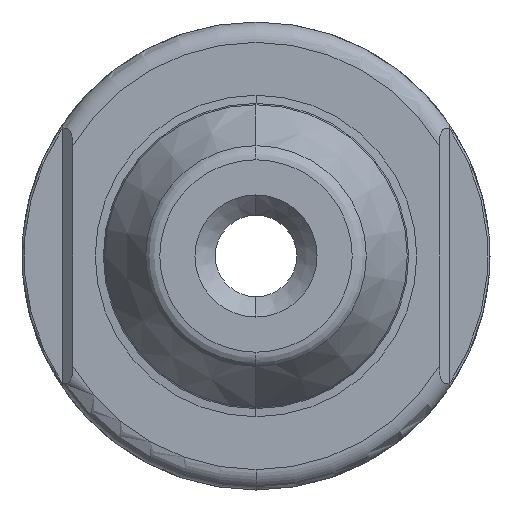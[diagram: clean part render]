
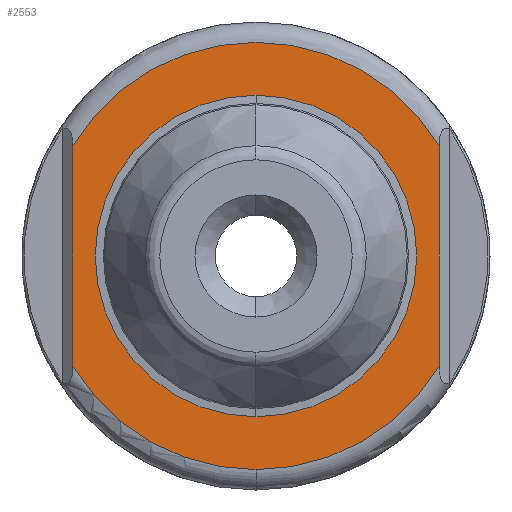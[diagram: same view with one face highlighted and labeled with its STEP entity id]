
A CAD part, left-side view. The second image highlights one B-rep face of the part: STEP entity #2553.
In plain terms, the highlighted planar face has unit normal (-1, 0, 0).
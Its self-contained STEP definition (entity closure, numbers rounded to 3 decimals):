
#36 = FACE_BOUND ( 'NONE', #184, .T. ) ;
#63 = ORIENTED_EDGE ( 'NONE', *, *, #3326, .F. ) ;
#104 = CARTESIAN_POINT ( 'NONE',  ( 26., 9., -11.5 ) ) ;
#170 = FACE_OUTER_BOUND ( 'NONE', #2001, .T. ) ;
#184 = EDGE_LOOP ( 'NONE', ( #63, #1887 ) ) ;
#443 = CARTESIAN_POINT ( 'NONE',  ( 26., 0., 0. ) ) ;
#479 = AXIS2_PLACEMENT_3D ( 'NONE', #443, #767, #3055 ) ;
#532 = AXIS2_PLACEMENT_3D ( 'NONE', #2073, #4655, #2442 ) ;
#567 = DIRECTION ( 'NONE',  ( -1., 0., 0. ) ) ;
#645 = VERTEX_POINT ( 'NONE', #996 ) ;
#696 = CARTESIAN_POINT ( 'NONE',  ( 26., 0., 7.9 ) ) ;
#752 = DIRECTION ( 'NONE',  ( -1., 0., 0. ) ) ;
#766 = VERTEX_POINT ( 'NONE', #2917 ) ;
#767 = DIRECTION ( 'NONE',  ( -1., 0., 0. ) ) ;
#770 = EDGE_CURVE ( 'NONE', #2308, #2427, #1171, .T. ) ;
#925 = PLANE ( 'NONE',  #4780 ) ;
#996 = CARTESIAN_POINT ( 'NONE',  ( 26., 9., -5.408 ) ) ;
#1023 = EDGE_CURVE ( 'NONE', #4713, #645, #2559, .T. ) ;
#1171 = CIRCLE ( 'NONE', #479, 7.9 ) ;
#1204 = AXIS2_PLACEMENT_3D ( 'NONE', #2805, #567, #3170 ) ;
#1216 = VECTOR ( 'NONE', #2200, 1000. ) ;
#1249 = CARTESIAN_POINT ( 'NONE',  ( 26., 0., 0. ) ) ;
#1307 = CARTESIAN_POINT ( 'NONE',  ( 26., 0., -11.5 ) ) ;
#1418 = VERTEX_POINT ( 'NONE', #3343 ) ;
#1635 = DIRECTION ( 'NONE',  ( 0., 0., -1. ) ) ;
#1751 = VERTEX_POINT ( 'NONE', #4446 ) ;
#1779 = CARTESIAN_POINT ( 'NONE',  ( 26., 0., -7.9 ) ) ;
#1887 = ORIENTED_EDGE ( 'NONE', *, *, #770, .F. ) ;
#2001 = EDGE_LOOP ( 'NONE', ( #4353, #3785, #4381, #2046, #3322 ) ) ;
#2046 = ORIENTED_EDGE ( 'NONE', *, *, #2141, .T. ) ;
#2051 = DIRECTION ( 'NONE',  ( 0., 0., -1. ) ) ;
#2073 = CARTESIAN_POINT ( 'NONE',  ( 26., 0., 0. ) ) ;
#2141 = EDGE_CURVE ( 'NONE', #766, #4713, #3939, .T. ) ;
#2200 = DIRECTION ( 'NONE',  ( 0., 0., 1. ) ) ;
#2308 = VERTEX_POINT ( 'NONE', #1779 ) ;
#2369 = CARTESIAN_POINT ( 'NONE',  ( 26., 9., 5.408 ) ) ;
#2427 = VERTEX_POINT ( 'NONE', #696 ) ;
#2436 = CIRCLE ( 'NONE', #2875, 10.5 ) ;
#2442 = DIRECTION ( 'NONE',  ( 0., 0., 1. ) ) ;
#2445 = VECTOR ( 'NONE', #3064, 1000. ) ;
#2553 = ADVANCED_FACE ( 'NONE', ( #170, #36 ), #925, .F. ) ;
#2559 = LINE ( 'NONE', #104, #2445 ) ;
#2595 = AXIS2_PLACEMENT_3D ( 'NONE', #2995, #752, #3333 ) ;
#2805 = CARTESIAN_POINT ( 'NONE',  ( 26., 0., 0. ) ) ;
#2875 = AXIS2_PLACEMENT_3D ( 'NONE', #1249, #3834, #1635 ) ;
#2917 = CARTESIAN_POINT ( 'NONE',  ( 26., -9., 5.408 ) ) ;
#2995 = CARTESIAN_POINT ( 'NONE',  ( 26., 0., 0. ) ) ;
#3055 = DIRECTION ( 'NONE',  ( 0., 0., 1. ) ) ;
#3064 = DIRECTION ( 'NONE',  ( 0., 0., -1. ) ) ;
#3170 = DIRECTION ( 'NONE',  ( 0., 0., -1. ) ) ;
#3184 = EDGE_CURVE ( 'NONE', #645, #1751, #2436, .T. ) ;
#3322 = ORIENTED_EDGE ( 'NONE', *, *, #1023, .T. ) ;
#3326 = EDGE_CURVE ( 'NONE', #2427, #2308, #4576, .T. ) ;
#3333 = DIRECTION ( 'NONE',  ( 0., 0., -1. ) ) ;
#3343 = CARTESIAN_POINT ( 'NONE',  ( 26., -9., -5.408 ) ) ;
#3668 = CARTESIAN_POINT ( 'NONE',  ( 26., -9., -11.5 ) ) ;
#3785 = ORIENTED_EDGE ( 'NONE', *, *, #4424, .T. ) ;
#3834 = DIRECTION ( 'NONE',  ( -1., 0., 0. ) ) ;
#3939 = CIRCLE ( 'NONE', #1204, 10.5 ) ;
#3968 = EDGE_CURVE ( 'NONE', #1418, #766, #4046, .T. ) ;
#4046 = LINE ( 'NONE', #3668, #1216 ) ;
#4265 = DIRECTION ( 'NONE',  ( 1., 0., 0. ) ) ;
#4353 = ORIENTED_EDGE ( 'NONE', *, *, #3184, .T. ) ;
#4381 = ORIENTED_EDGE ( 'NONE', *, *, #3968, .T. ) ;
#4424 = EDGE_CURVE ( 'NONE', #1751, #1418, #4552, .T. ) ;
#4446 = CARTESIAN_POINT ( 'NONE',  ( 26., 0., -10.5 ) ) ;
#4552 = CIRCLE ( 'NONE', #2595, 10.5 ) ;
#4576 = CIRCLE ( 'NONE', #532, 7.9 ) ;
#4655 = DIRECTION ( 'NONE',  ( -1., 0., 0. ) ) ;
#4713 = VERTEX_POINT ( 'NONE', #2369 ) ;
#4780 = AXIS2_PLACEMENT_3D ( 'NONE', #1307, #4265, #2051 ) ;
